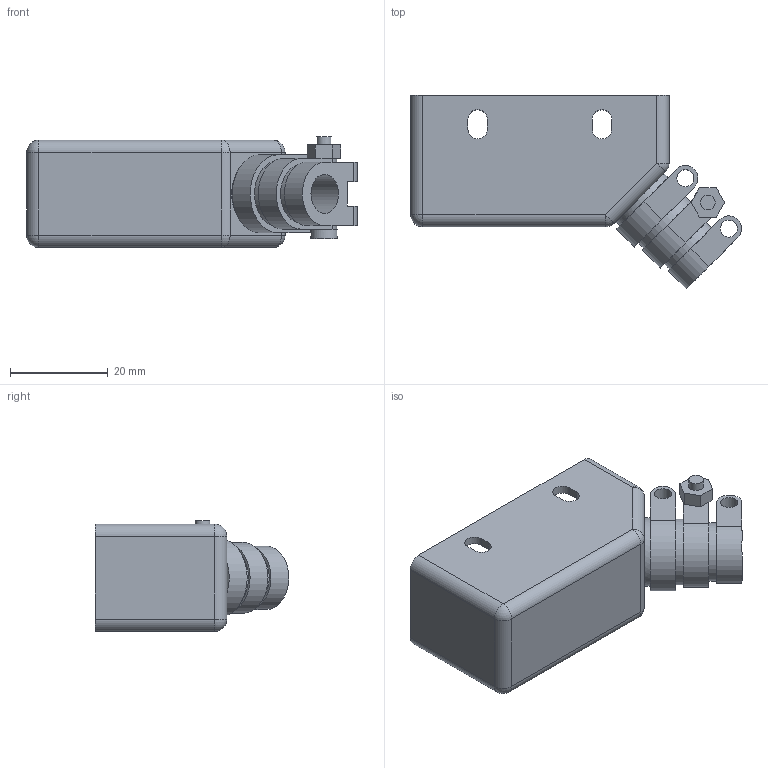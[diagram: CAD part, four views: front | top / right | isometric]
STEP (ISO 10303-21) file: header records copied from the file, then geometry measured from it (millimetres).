
FILE_DESCRIPTION(/* description */ (''),/* implementation_level */ '2;1');
FILE_NAME(/* name */ 'FILE_STP_CAD_DRAWING_3d_KSSCB2_prt.stp',/* time_stamp */ '2022-06-28T11:25:29+02:00',/* author */ (''),/* organization */ (''),/* preprocessor_version */ 'ST-DEVELOPER v16.7',/* originating_system */ 'SIEMENS PLM Software NX 12.0',/* authorisation */ '');
FILE_SCHEMA (('AUTOMOTIVE_DESIGN { 1 0 10303 214 3 1 1 1 }'));
Length unit declared in the file: millimetre
Products named in the file (1): 3d_KSSCB2
Bounding box: 67.83 x 39.74 x 22.75 mm (x, y, z)
Volume: 10148.5 mm3; surface area: 11582.9 mm2
Topology: 1 solids, 1 shells, 115 faces, 295 edges, 185 vertices
Faces by surface type: plane 68, cylinder 41, sphere 6
Full cylindrical faces by diameter (mm): 3 x2, 3.5 x6, 5.5 x1, 8 x1, 12 x1, 13.5 x1, 14 x1
Entity records: 3413 total; most frequent: DIRECTION 594, CARTESIAN_POINT 572, ORIENTED_EDGE 546, EDGE_CURVE 273, AXIS2_PLACEMENT_3D 204, LINE 186, VECTOR 186, VERTEX_POINT 181
